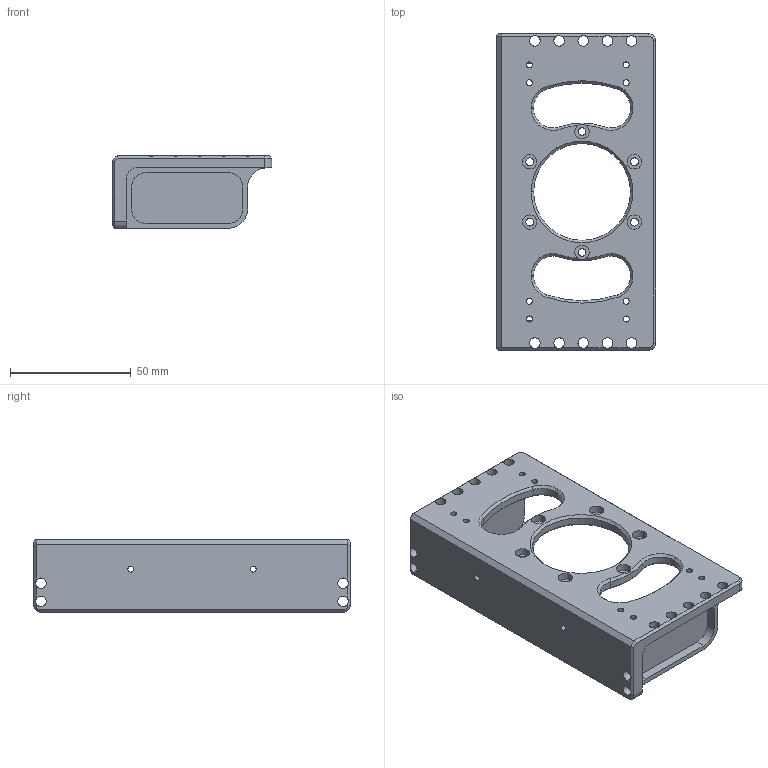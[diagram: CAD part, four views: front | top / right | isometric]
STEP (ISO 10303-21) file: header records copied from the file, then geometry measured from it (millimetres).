
FILE_DESCRIPTION (( 'STEP AP214' ), '1' );
FILE_NAME ('¼ç°ò.STEP', '2025-07-04T02:39:58', ( 'wsy' ), ( '' ), 'SwSTEP 2.0', 'SolidWorks 2020', '' );
FILE_SCHEMA (( 'AUTOMOTIVE_DESIGN' ));
Length unit declared in the file: millimetre
Products named in the file (1): 潛基
Bounding box: 66 x 131 x 30 mm (x, y, z)
Volume: 56250.5 mm3; surface area: 28880.4 mm2
Topology: 1 solids, 1 shells, 195 faces, 567 edges, 362 vertices
Faces by surface type: cylinder 106, plane 53, cone 36
Entity records: 6945 total; most frequent: CARTESIAN_POINT 1229, DIRECTION 1211, ORIENTED_EDGE 1134, EDGE_CURVE 567, AXIS2_PLACEMENT_3D 468, VERTEX_POINT 362, VECTOR 275, LINE 275
